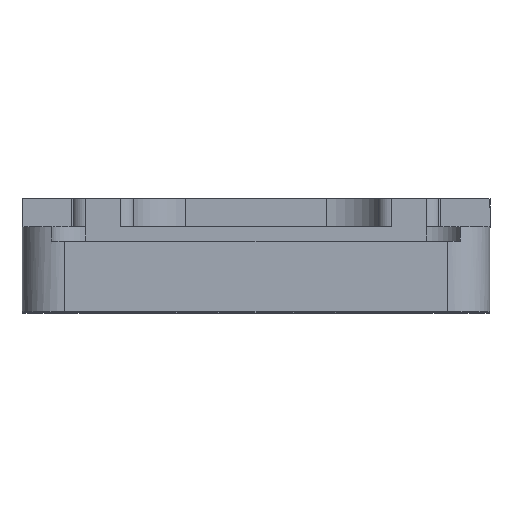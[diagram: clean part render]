
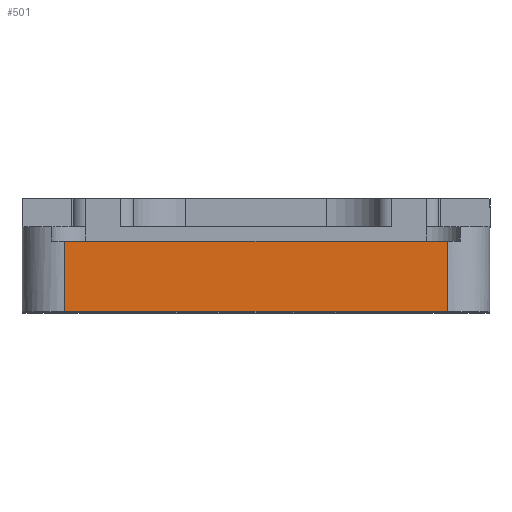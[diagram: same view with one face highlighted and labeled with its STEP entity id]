
A CAD part, top view. The second image highlights one B-rep face of the part: STEP entity #501.
In plain terms, the highlighted planar face has unit normal (0, 0, 1).
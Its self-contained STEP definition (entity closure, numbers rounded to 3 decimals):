
#501=ADVANCED_FACE('',(#757),#2799,.T.);
#757=FACE_OUTER_BOUND('',#1057,.F.);
#1057=EDGE_LOOP('',(#1487,#1488,#1489,#1490));
#1487=ORIENTED_EDGE('',*,*,#5137,.F.);
#1488=ORIENTED_EDGE('',*,*,#5126,.F.);
#1489=ORIENTED_EDGE('',*,*,#5025,.T.);
#1490=ORIENTED_EDGE('',*,*,#5129,.T.);
#2799=PLANE('',#7138);
#5025=EDGE_CURVE('',#6477,#6474,#5675,.T.);
#5126=EDGE_CURVE('',#6477,#6396,#5700,.T.);
#5129=EDGE_CURVE('',#6474,#6394,#5702,.T.);
#5137=EDGE_CURVE('',#6396,#6394,#5706,.T.);
#5675=LINE('',#9588,#6036);
#5700=LINE('',#9855,#6061);
#5702=LINE('',#9858,#6063);
#5706=LINE('',#9866,#6067);
#6036=VECTOR('',#7747,13.5);
#6061=VECTOR('',#7888,2.5);
#6063=VECTOR('',#7892,2.5);
#6067=VECTOR('',#7904,13.5);
#6394=VERTEX_POINT('',#9123);
#6396=VERTEX_POINT('',#9125);
#6474=VERTEX_POINT('',#9203);
#6477=VERTEX_POINT('',#9206);
#7138=AXIS2_PLACEMENT_3D('',#10094,#8213,#8214);
#7747=DIRECTION('',(1.,0.,0.));
#7888=DIRECTION('',(0.,-1.,0.));
#7892=DIRECTION('',(0.,-1.,0.));
#7904=DIRECTION('',(1.,0.,0.));
#8213=DIRECTION('',(0.,0.,1.));
#8214=DIRECTION('',(1.,0.,0.));
#9123=CARTESIAN_POINT('',(181.75,11.725,175.775));
#9125=CARTESIAN_POINT('',(168.25,11.725,175.775));
#9203=CARTESIAN_POINT('',(181.75,14.225,175.775));
#9206=CARTESIAN_POINT('',(168.25,14.225,175.775));
#9588=CARTESIAN_POINT('',(168.25,14.225,175.775));
#9855=CARTESIAN_POINT('',(168.25,14.225,175.775));
#9858=CARTESIAN_POINT('',(181.75,14.225,175.775));
#9866=CARTESIAN_POINT('',(168.25,11.725,175.775));
#10094=CARTESIAN_POINT('',(166.585,11.56,175.775));
